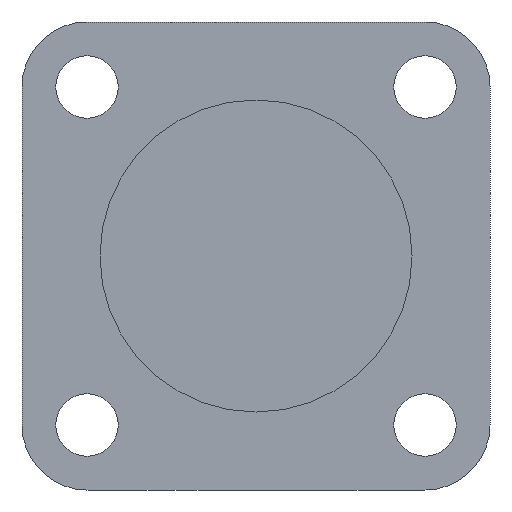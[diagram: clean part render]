
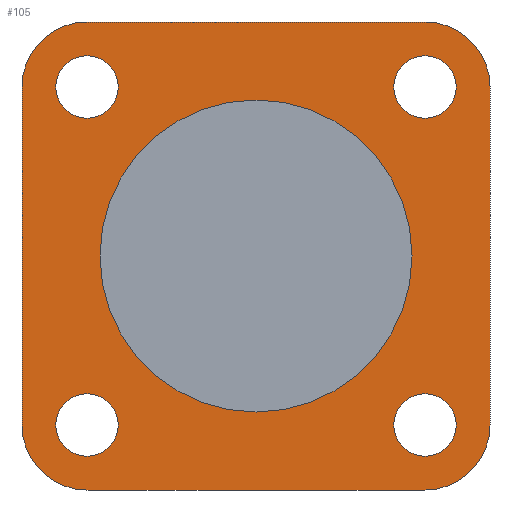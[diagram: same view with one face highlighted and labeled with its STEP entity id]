
A CAD part, left-side view. The second image highlights one B-rep face of the part: STEP entity #105.
In plain terms, the highlighted planar face has unit normal (-1, 0, 0).
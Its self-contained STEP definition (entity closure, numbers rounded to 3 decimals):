
#105 = ADVANCED_FACE( '', ( #226, #227, #228, #229, #230, #231 ), #232, .F. );
#226 = FACE_BOUND( '', #382, .T. );
#227 = FACE_BOUND( '', #383, .T. );
#228 = FACE_BOUND( '', #384, .T. );
#229 = FACE_BOUND( '', #385, .T. );
#230 = FACE_BOUND( '', #386, .T. );
#231 = FACE_OUTER_BOUND( '', #387, .T. );
#232 = PLANE( '', #388 );
#382 = EDGE_LOOP( '', ( #563 ) );
#383 = EDGE_LOOP( '', ( #564 ) );
#384 = EDGE_LOOP( '', ( #565 ) );
#385 = EDGE_LOOP( '', ( #566 ) );
#386 = EDGE_LOOP( '', ( #567 ) );
#387 = EDGE_LOOP( '', ( #568, #569, #570, #571, #572, #573, #574, #575 ) );
#388 = AXIS2_PLACEMENT_3D( '', #576, #577, #578 );
#563 = ORIENTED_EDGE( '', *, *, #848, .T. );
#564 = ORIENTED_EDGE( '', *, *, #849, .T. );
#565 = ORIENTED_EDGE( '', *, *, #850, .T. );
#566 = ORIENTED_EDGE( '', *, *, #851, .T. );
#567 = ORIENTED_EDGE( '', *, *, #852, .T. );
#568 = ORIENTED_EDGE( '', *, *, #853, .F. );
#569 = ORIENTED_EDGE( '', *, *, #854, .F. );
#570 = ORIENTED_EDGE( '', *, *, #841, .F. );
#571 = ORIENTED_EDGE( '', *, *, #855, .F. );
#572 = ORIENTED_EDGE( '', *, *, #856, .F. );
#573 = ORIENTED_EDGE( '', *, *, #822, .F. );
#574 = ORIENTED_EDGE( '', *, *, #857, .F. );
#575 = ORIENTED_EDGE( '', *, *, #858, .F. );
#576 = CARTESIAN_POINT( '', ( 0., 16.25, 16.25 ) );
#577 = DIRECTION( '', ( 1., 0., 0. ) );
#578 = DIRECTION( '', ( 0., 0., -1. ) );
#822 = EDGE_CURVE( '', #951, #953, #954, .T. );
#841 = EDGE_CURVE( '', #982, #983, #984, .T. );
#848 = EDGE_CURVE( '', #995, #995, #996, .T. );
#849 = EDGE_CURVE( '', #997, #997, #998, .T. );
#850 = EDGE_CURVE( '', #999, #999, #1000, .T. );
#851 = EDGE_CURVE( '', #1001, #1001, #1002, .T. );
#852 = EDGE_CURVE( '', #1003, #1003, #1004, .T. );
#853 = EDGE_CURVE( '', #1005, #1006, #1007, .T. );
#854 = EDGE_CURVE( '', #983, #1005, #1008, .T. );
#855 = EDGE_CURVE( '', #1009, #982, #1010, .T. );
#856 = EDGE_CURVE( '', #953, #1009, #1011, .T. );
#857 = EDGE_CURVE( '', #1012, #951, #1013, .T. );
#858 = EDGE_CURVE( '', #1006, #1012, #1014, .T. );
#951 = VERTEX_POINT( '', #1138 );
#953 = VERTEX_POINT( '', #1141 );
#954 = LINE( '', #1142, #1143 );
#982 = VERTEX_POINT( '', #1176 );
#983 = VERTEX_POINT( '', #1177 );
#984 = CIRCLE( '', #1178, 6.25 );
#995 = VERTEX_POINT( '', #1192 );
#996 = CIRCLE( '', #1193, 15. );
#997 = VERTEX_POINT( '', #1194 );
#998 = CIRCLE( '', #1195, 3. );
#999 = VERTEX_POINT( '', #1196 );
#1000 = CIRCLE( '', #1197, 3. );
#1001 = VERTEX_POINT( '', #1198 );
#1002 = CIRCLE( '', #1199, 3. );
#1003 = VERTEX_POINT( '', #1200 );
#1004 = CIRCLE( '', #1201, 3. );
#1005 = VERTEX_POINT( '', #1202 );
#1006 = VERTEX_POINT( '', #1203 );
#1007 = CIRCLE( '', #1204, 6.25 );
#1008 = LINE( '', #1205, #1206 );
#1009 = VERTEX_POINT( '', #1207 );
#1010 = LINE( '', #1208, #1209 );
#1011 = CIRCLE( '', #1210, 6.25 );
#1012 = VERTEX_POINT( '', #1211 );
#1013 = CIRCLE( '', #1212, 6.25 );
#1014 = LINE( '', #1213, #1214 );
#1138 = CARTESIAN_POINT( '', ( 0., -22.5, 16.25 ) );
#1141 = CARTESIAN_POINT( '', ( 0., -22.5, -16.25 ) );
#1142 = CARTESIAN_POINT( '', ( 0., -22.5, 16.25 ) );
#1143 = VECTOR( '', #1354, 1000. );
#1176 = CARTESIAN_POINT( '', ( 0., 16.25, -22.5 ) );
#1177 = CARTESIAN_POINT( '', ( 0., 22.5, -16.25 ) );
#1178 = AXIS2_PLACEMENT_3D( '', #1381, #1382, #1383 );
#1192 = CARTESIAN_POINT( '', ( 0., 0., -15. ) );
#1193 = AXIS2_PLACEMENT_3D( '', #1393, #1394, #1395 );
#1194 = CARTESIAN_POINT( '', ( 0., 16.25, -19.25 ) );
#1195 = AXIS2_PLACEMENT_3D( '', #1396, #1397, #1398 );
#1196 = CARTESIAN_POINT( '', ( 0., -16.25, 13.25 ) );
#1197 = AXIS2_PLACEMENT_3D( '', #1399, #1400, #1401 );
#1198 = CARTESIAN_POINT( '', ( 0., -16.25, -19.25 ) );
#1199 = AXIS2_PLACEMENT_3D( '', #1402, #1403, #1404 );
#1200 = CARTESIAN_POINT( '', ( 0., 16.25, 13.25 ) );
#1201 = AXIS2_PLACEMENT_3D( '', #1405, #1406, #1407 );
#1202 = CARTESIAN_POINT( '', ( 0., 22.5, 16.25 ) );
#1203 = CARTESIAN_POINT( '', ( 0., 16.25, 22.5 ) );
#1204 = AXIS2_PLACEMENT_3D( '', #1408, #1409, #1410 );
#1205 = CARTESIAN_POINT( '', ( 0., 22.5, -16.25 ) );
#1206 = VECTOR( '', #1411, 1000. );
#1207 = CARTESIAN_POINT( '', ( 0., -16.25, -22.5 ) );
#1208 = CARTESIAN_POINT( '', ( 0., -16.25, -22.5 ) );
#1209 = VECTOR( '', #1412, 1000. );
#1210 = AXIS2_PLACEMENT_3D( '', #1413, #1414, #1415 );
#1211 = CARTESIAN_POINT( '', ( 0., -16.25, 22.5 ) );
#1212 = AXIS2_PLACEMENT_3D( '', #1416, #1417, #1418 );
#1213 = CARTESIAN_POINT( '', ( 0., 16.25, 22.5 ) );
#1214 = VECTOR( '', #1419, 1000. );
#1354 = DIRECTION( '', ( 0., 0., -1. ) );
#1381 = CARTESIAN_POINT( '', ( 0., 16.25, -16.25 ) );
#1382 = DIRECTION( '', ( 1., 0., 0. ) );
#1383 = DIRECTION( '', ( 0., 0., -1. ) );
#1393 = CARTESIAN_POINT( '', ( 0., 0., 0. ) );
#1394 = DIRECTION( '', ( 1., 0., 0. ) );
#1395 = DIRECTION( '', ( 0., 0., -1. ) );
#1396 = CARTESIAN_POINT( '', ( 0., 16.25, -16.25 ) );
#1397 = DIRECTION( '', ( 1., 0., 0. ) );
#1398 = DIRECTION( '', ( 0., 0., -1. ) );
#1399 = CARTESIAN_POINT( '', ( 0., -16.25, 16.25 ) );
#1400 = DIRECTION( '', ( 1., 0., 0. ) );
#1401 = DIRECTION( '', ( 0., 0., -1. ) );
#1402 = CARTESIAN_POINT( '', ( 0., -16.25, -16.25 ) );
#1403 = DIRECTION( '', ( 1., 0., 0. ) );
#1404 = DIRECTION( '', ( 0., 0., -1. ) );
#1405 = CARTESIAN_POINT( '', ( 0., 16.25, 16.25 ) );
#1406 = DIRECTION( '', ( 1., 0., 0. ) );
#1407 = DIRECTION( '', ( 0., 0., -1. ) );
#1408 = CARTESIAN_POINT( '', ( 0., 16.25, 16.25 ) );
#1409 = DIRECTION( '', ( 1., 0., 0. ) );
#1410 = DIRECTION( '', ( 0., 0., -1. ) );
#1411 = DIRECTION( '', ( 0., 0., 1. ) );
#1412 = DIRECTION( '', ( 0., 1., 0. ) );
#1413 = CARTESIAN_POINT( '', ( 0., -16.25, -16.25 ) );
#1414 = DIRECTION( '', ( 1., 0., 0. ) );
#1415 = DIRECTION( '', ( 0., 0., -1. ) );
#1416 = CARTESIAN_POINT( '', ( 0., -16.25, 16.25 ) );
#1417 = DIRECTION( '', ( 1., 0., 0. ) );
#1418 = DIRECTION( '', ( 0., 0., -1. ) );
#1419 = DIRECTION( '', ( 0., -1., 0. ) );
